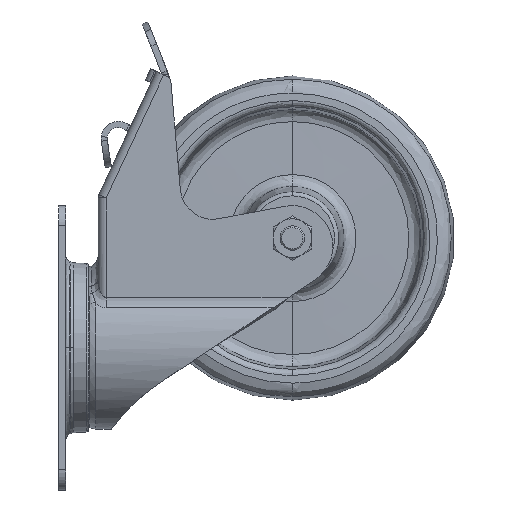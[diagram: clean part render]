
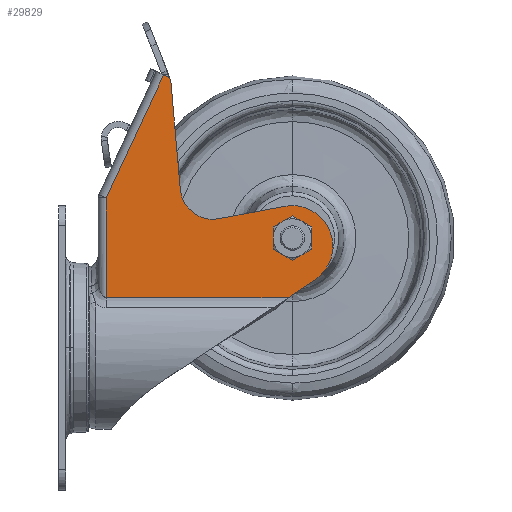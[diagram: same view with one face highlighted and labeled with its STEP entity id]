
A CAD part, left-side view. The second image highlights one B-rep face of the part: STEP entity #29829.
In plain terms, the highlighted planar face has unit normal (-1, 0, 0).
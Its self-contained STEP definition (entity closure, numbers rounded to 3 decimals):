
#419 = DIRECTION ( 'NONE',  ( 1., 0., 0. ) ) ;
#1082 = DIRECTION ( 'NONE',  ( 0., 0., 1. ) ) ;
#1331 = DIRECTION ( 'NONE',  ( 0., 0.983, -0.185 ) ) ;
#1553 = CARTESIAN_POINT ( 'NONE',  ( -33.5, -120.998, 33.336 ) ) ;
#1579 = VERTEX_POINT ( 'NONE', #26878 ) ;
#1592 = ORIENTED_EDGE ( 'NONE', *, *, #33206, .T. ) ;
#1961 = AXIS2_PLACEMENT_3D ( 'NONE', #28558, #4324, #25969 ) ;
#1980 = DIRECTION ( 'NONE',  ( 0., 0.906, 0.423 ) ) ;
#2167 = DIRECTION ( 'NONE',  ( 0., 0.087, 0.996 ) ) ;
#2661 = LINE ( 'NONE', #24315, #19083 ) ;
#2774 = EDGE_CURVE ( 'NONE', #33969, #5811, #24597, .T. ) ;
#2819 = CARTESIAN_POINT ( 'NONE',  ( -33.5, -18.438, 24.653 ) ) ;
#2911 = CARTESIAN_POINT ( 'NONE',  ( -33.5, -46.664, 134.31 ) ) ;
#4324 = DIRECTION ( 'NONE',  ( -1., 0., 0. ) ) ;
#4365 = LINE ( 'NONE', #30193, #11086 ) ;
#4542 = CARTESIAN_POINT ( 'NONE',  ( -33.5, -106.232, 69.654 ) ) ;
#5811 = VERTEX_POINT ( 'NONE', #27123 ) ;
#6688 = ORIENTED_EDGE ( 'NONE', *, *, #30399, .T. ) ;
#7114 = VERTEX_POINT ( 'NONE', #25293 ) ;
#7250 = CARTESIAN_POINT ( 'NONE',  ( -33.5, -109.938, 50. ) ) ;
#7574 = AXIS2_PLACEMENT_3D ( 'NONE', #11482, #27693, #1082 ) ;
#7710 = LINE ( 'NONE', #17116, #17794 ) ;
#9909 = ORIENTED_EDGE ( 'NONE', *, *, #2774, .T. ) ;
#9916 = EDGE_CURVE ( 'NONE', #17557, #7114, #30889, .T. ) ;
#10203 = AXIS2_PLACEMENT_3D ( 'NONE', #16566, #419, #11039 ) ;
#10209 = CARTESIAN_POINT ( 'NONE',  ( -33.5, -54.848, 77.857 ) ) ;
#10250 = EDGE_CURVE ( 'NONE', #33969, #1579, #4365, .T. ) ;
#10340 = ORIENTED_EDGE ( 'NONE', *, *, #10487, .T. ) ;
#10371 = ORIENTED_EDGE ( 'NONE', *, *, #10250, .F. ) ;
#10487 = EDGE_CURVE ( 'NONE', #32997, #17557, #24174, .T. ) ;
#10596 = EDGE_CURVE ( 'NONE', #24524, #1579, #2661, .T. ) ;
#10933 = LINE ( 'NONE', #28373, #17222 ) ;
#10942 = VERTEX_POINT ( 'NONE', #1553 ) ;
#11039 = DIRECTION ( 'NONE',  ( 0., 1., 0. ) ) ;
#11086 = VECTOR ( 'NONE', #19739, 1000. ) ;
#11482 = CARTESIAN_POINT ( 'NONE',  ( -33.5, -14.438, 138. ) ) ;
#12270 = DIRECTION ( 'NONE',  ( 0., -0.833, 0.553 ) ) ;
#13211 = VECTOR ( 'NONE', #2167, 1000. ) ;
#14545 = CARTESIAN_POINT ( 'NONE',  ( -33.5, -73.752, 63.528 ) ) ;
#15479 = DIRECTION ( 'NONE',  ( -1., 0., 0. ) ) ;
#16040 = DIRECTION ( 'NONE',  ( 0., 0.423, -0.906 ) ) ;
#16566 = CARTESIAN_POINT ( 'NONE',  ( -33.5, -70.787, 79.251 ) ) ;
#17116 = CARTESIAN_POINT ( 'NONE',  ( -33.5, -106.232, 69.654 ) ) ;
#17222 = VECTOR ( 'NONE', #12270, 1000. ) ;
#17557 = VERTEX_POINT ( 'NONE', #24339 ) ;
#17669 = VERTEX_POINT ( 'NONE', #14545 ) ;
#17794 = VECTOR ( 'NONE', #1331, 1000. ) ;
#18719 = EDGE_CURVE ( 'NONE', #33405, #17669, #7710, .T. ) ;
#19083 = VECTOR ( 'NONE', #16040, 1000. ) ;
#19739 = DIRECTION ( 'NONE',  ( 0., 0., 1. ) ) ;
#21983 = EDGE_CURVE ( 'NONE', #5811, #10942, #10933, .T. ) ;
#22538 = LINE ( 'NONE', #34002, #28841 ) ;
#22812 = ORIENTED_EDGE ( 'NONE', *, *, #23049, .T. ) ;
#23049 = EDGE_CURVE ( 'NONE', #10942, #33405, #23491, .T. ) ;
#23143 = DIRECTION ( 'NONE',  ( 0., 1., 0. ) ) ;
#23229 = CIRCLE ( 'NONE', #10203, 16. ) ;
#23491 = CIRCLE ( 'NONE', #30210, 20. ) ;
#24011 = ORIENTED_EDGE ( 'NONE', *, *, #10596, .T. ) ;
#24174 = LINE ( 'NONE', #10209, #13211 ) ;
#24315 = CARTESIAN_POINT ( 'NONE',  ( -33.5, -46.664, 134.31 ) ) ;
#24339 = CARTESIAN_POINT ( 'NONE',  ( -33.5, -50.198, 131.007 ) ) ;
#24524 = VERTEX_POINT ( 'NONE', #2911 ) ;
#24597 = LINE ( 'NONE', #28925, #33013 ) ;
#25008 = PLANE ( 'NONE',  #7574 ) ;
#25103 = EDGE_LOOP ( 'NONE', ( #9909, #26831, #22812, #34831, #1592, #10340, #30767, #6688, #24011, #10371 ) ) ;
#25293 = CARTESIAN_POINT ( 'NONE',  ( -33.5, -48.477, 133.464 ) ) ;
#25969 = DIRECTION ( 'NONE',  ( 0., 1., 0. ) ) ;
#26831 = ORIENTED_EDGE ( 'NONE', *, *, #21983, .T. ) ;
#26878 = CARTESIAN_POINT ( 'NONE',  ( -33.5, -18.438, 73.778 ) ) ;
#27123 = CARTESIAN_POINT ( 'NONE',  ( -33.5, -107.915, 24.653 ) ) ;
#27693 = DIRECTION ( 'NONE',  ( -1., 0., 0. ) ) ;
#28373 = CARTESIAN_POINT ( 'NONE',  ( -33.5, -107.915, 24.653 ) ) ;
#28558 = CARTESIAN_POINT ( 'NONE',  ( -33.5, -47.209, 130.745 ) ) ;
#28841 = VECTOR ( 'NONE', #1980, 1000. ) ;
#28924 = CARTESIAN_POINT ( 'NONE',  ( -33.5, -54.848, 77.857 ) ) ;
#28925 = CARTESIAN_POINT ( 'NONE',  ( -33.5, -16.648, 24.653 ) ) ;
#29829 = ADVANCED_FACE ( 'NONE', ( #33093 ), #25008, .T. ) ;
#30193 = CARTESIAN_POINT ( 'NONE',  ( -33.5, -18.438, 138. ) ) ;
#30210 = AXIS2_PLACEMENT_3D ( 'NONE', #7250, #15479, #23143 ) ;
#30399 = EDGE_CURVE ( 'NONE', #7114, #24524, #22538, .T. ) ;
#30767 = ORIENTED_EDGE ( 'NONE', *, *, #9916, .T. ) ;
#30889 = CIRCLE ( 'NONE', #1961, 3. ) ;
#32997 = VERTEX_POINT ( 'NONE', #28924 ) ;
#33013 = VECTOR ( 'NONE', #34939, 1000. ) ;
#33093 = FACE_OUTER_BOUND ( 'NONE', #25103, .T. ) ;
#33206 = EDGE_CURVE ( 'NONE', #17669, #32997, #23229, .T. ) ;
#33405 = VERTEX_POINT ( 'NONE', #4542 ) ;
#33969 = VERTEX_POINT ( 'NONE', #2819 ) ;
#34002 = CARTESIAN_POINT ( 'NONE',  ( -33.5, -48.477, 133.464 ) ) ;
#34831 = ORIENTED_EDGE ( 'NONE', *, *, #18719, .T. ) ;
#34939 = DIRECTION ( 'NONE',  ( 0., -1., 0. ) ) ;
